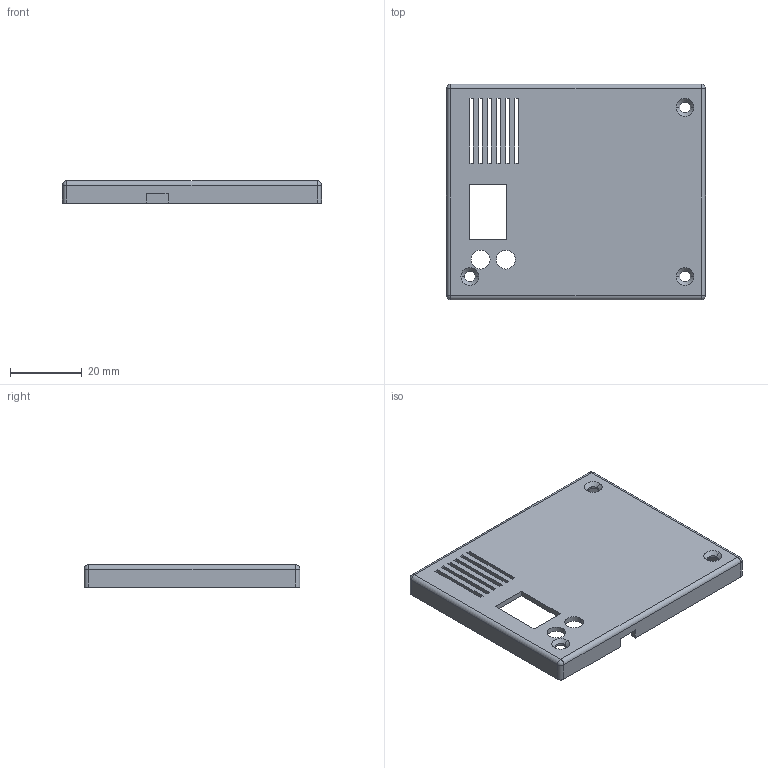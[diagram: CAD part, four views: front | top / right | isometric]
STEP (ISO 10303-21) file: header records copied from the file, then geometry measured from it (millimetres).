
FILE_DESCRIPTION((''),'2;1');
FILE_NAME('QTJC_DOWN_20170602','2017-06-03T',('Administrator'),(''),'PRO/ENGINEER BY PARAMETRIC TECHNOLOGY CORPORATION, 2010280','PRO/ENGINEER BY PARAMETRIC TECHNOLOGY CORPORATION, 2010280','');
FILE_SCHEMA(('CONFIG_CONTROL_DESIGN'));
Length unit declared in the file: millimetre
Products named in the file (1): QTJC_DOWN_20170602
Bounding box: 72 x 60 x 6.2 mm (x, y, z)
Volume: 7712.1 mm3; surface area: 11038.8 mm2
Topology: 1 solids, 1 shells, 86 faces, 234 edges, 150 vertices
Faces by surface type: plane 58, cylinder 18, cone 6, sphere 4
Entity records: 2762 total; most frequent: CARTESIAN_POINT 470, ORIENTED_EDGE 468, DIRECTION 448, EDGE_CURVE 234, VECTOR 192, LINE 192, VERTEX_POINT 150, AXIS2_PLACEMENT_3D 128
